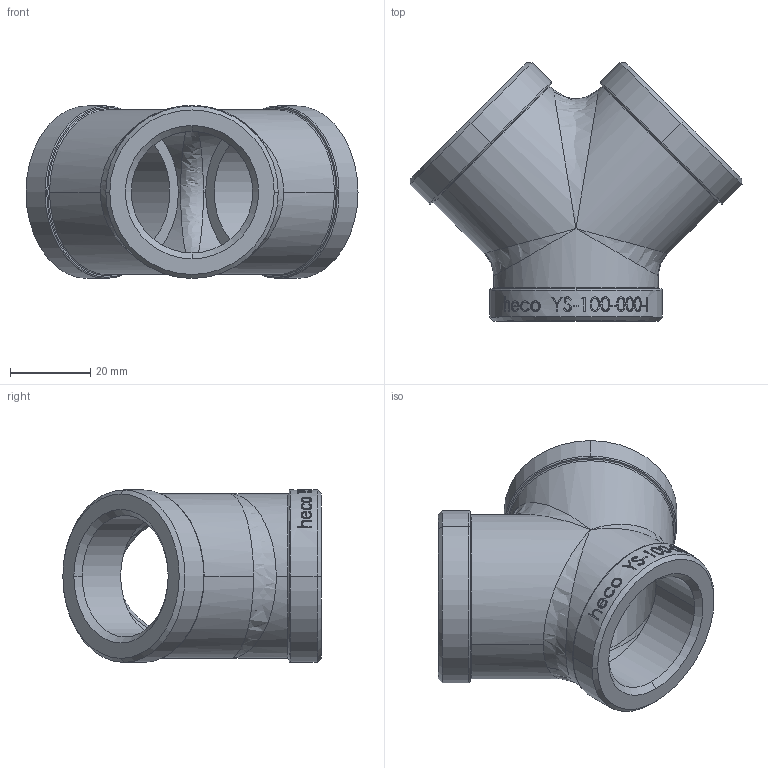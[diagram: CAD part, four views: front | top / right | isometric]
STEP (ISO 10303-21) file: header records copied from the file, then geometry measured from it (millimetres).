
FILE_DESCRIPTION (( 'STEP AP214' ), '1' );
FILE_NAME ('heco_YS-100-000-I.STEP', '2016-09-20T09:55:46', ( '' ), ( '' ), 'SwSTEP 2.0', 'SolidWorks 2016', '' );
FILE_SCHEMA (( 'AUTOMOTIVE_DESIGN' ));
Length unit declared in the file: millimetre
Products named in the file (1): heco_YS-100-000-I
Bounding box: 82.73 x 64.37 x 43.1 mm (x, y, z)
Volume: 38748 mm3; surface area: 20729.5 mm2
Topology: 1 solids, 1 shells, 227 faces, 581 edges, 372 vertices
Faces by surface type: bspline 111, cylinder 47, plane 45, cone 12, torus 12
Entity records: 25964 total; most frequent: CARTESIAN_POINT 19664, ORIENTED_EDGE 1138, DIRECTION 578, EDGE_CURVE 569, VERTEX_POINT 372, B_SPLINE_CURVE_WITH_KNOTS 349, EDGE_LOOP 259, AXIS2_PLACEMENT_3D 241
